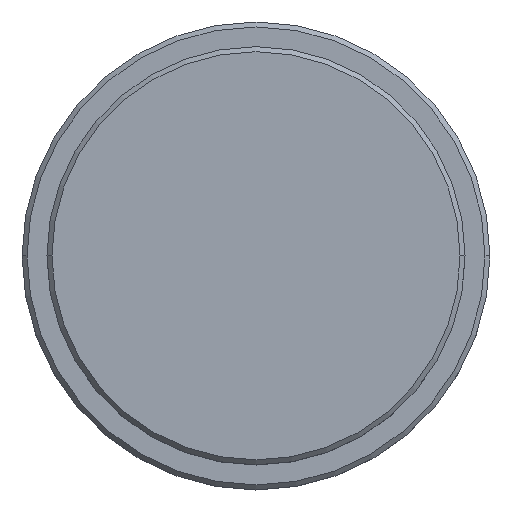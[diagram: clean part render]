
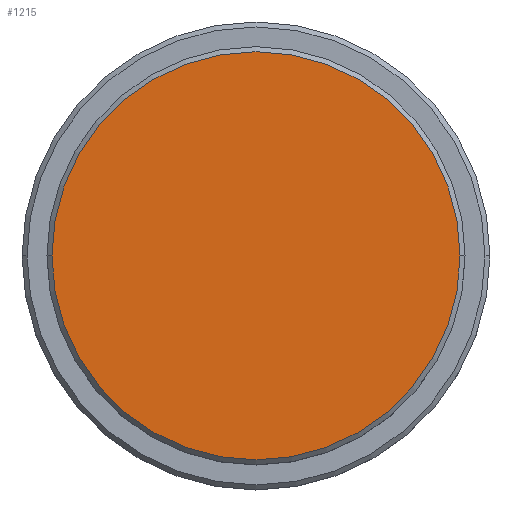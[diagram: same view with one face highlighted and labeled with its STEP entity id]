
A CAD part, top view. The second image highlights one B-rep face of the part: STEP entity #1215.
In plain terms, the highlighted planar face has unit normal (0, 0, 1).
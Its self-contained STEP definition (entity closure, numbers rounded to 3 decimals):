
#72 = CIRCLE ( 'NONE', #954, 20.5 ) ;
#112 = CARTESIAN_POINT ( 'NONE',  ( 20.5, 0., 0. ) ) ;
#132 = CARTESIAN_POINT ( 'NONE',  ( -20.5, 0., 0. ) ) ;
#308 = DIRECTION ( 'NONE',  ( 1., 0., 0. ) ) ;
#309 = AXIS2_PLACEMENT_3D ( 'NONE', #1386, #1259, #825 ) ;
#398 = FACE_OUTER_BOUND ( 'NONE', #1029, .T. ) ;
#561 = VERTEX_POINT ( 'NONE', #132 ) ;
#692 = EDGE_CURVE ( 'NONE', #561, #1352, #72, .T. ) ;
#764 = ORIENTED_EDGE ( 'NONE', *, *, #692, .T. ) ;
#817 = ORIENTED_EDGE ( 'NONE', *, *, #859, .T. ) ;
#825 = DIRECTION ( 'NONE',  ( 1., 0., 0. ) ) ;
#859 = EDGE_CURVE ( 'NONE', #1352, #561, #908, .T. ) ;
#908 = CIRCLE ( 'NONE', #309, 20.5 ) ;
#940 = PLANE ( 'NONE',  #1106 ) ;
#947 = DIRECTION ( 'NONE',  ( 0., 0., 1. ) ) ;
#954 = AXIS2_PLACEMENT_3D ( 'NONE', #1116, #1001, #1030 ) ;
#1001 = DIRECTION ( 'NONE',  ( 0., 0., 1. ) ) ;
#1029 = EDGE_LOOP ( 'NONE', ( #764, #817 ) ) ;
#1030 = DIRECTION ( 'NONE',  ( 1., 0., 0. ) ) ;
#1106 = AXIS2_PLACEMENT_3D ( 'NONE', #1256, #947, #308 ) ;
#1116 = CARTESIAN_POINT ( 'NONE',  ( 0., 0., 0. ) ) ;
#1215 = ADVANCED_FACE ( 'NONE', ( #398 ), #940, .T. ) ;
#1256 = CARTESIAN_POINT ( 'NONE',  ( 0., 0., 0. ) ) ;
#1259 = DIRECTION ( 'NONE',  ( 0., 0., 1. ) ) ;
#1352 = VERTEX_POINT ( 'NONE', #112 ) ;
#1386 = CARTESIAN_POINT ( 'NONE',  ( 0., 0., 0. ) ) ;
